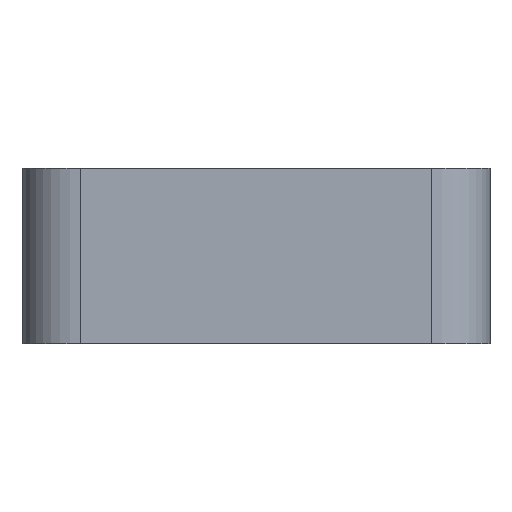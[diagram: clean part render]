
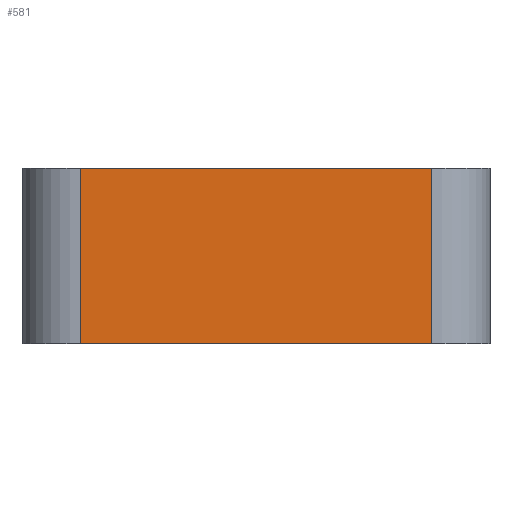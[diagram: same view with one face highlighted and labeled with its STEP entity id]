
A CAD part, front view. The second image highlights one B-rep face of the part: STEP entity #581.
In plain terms, the highlighted planar face has unit normal (0, -1, 0).
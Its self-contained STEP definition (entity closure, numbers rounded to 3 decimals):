
#23=PLANE('',#637);
#49=FACE_OUTER_BOUND('',#81,.T.);
#81=EDGE_LOOP('',(#453,#454,#455,#456));
#115=LINE('',#859,#183);
#136=LINE('',#914,#204);
#137=LINE('',#917,#205);
#138=LINE('',#918,#206);
#183=VECTOR('',#691,10.);
#204=VECTOR('',#736,10.);
#205=VECTOR('',#739,10.);
#206=VECTOR('',#740,10.);
#270=VERTEX_POINT('',#856);
#271=VERTEX_POINT('',#858);
#293=VERTEX_POINT('',#912);
#294=VERTEX_POINT('',#916);
#328=EDGE_CURVE('',#270,#271,#115,.T.);
#356=EDGE_CURVE('',#271,#293,#136,.T.);
#357=EDGE_CURVE('',#294,#270,#137,.T.);
#358=EDGE_CURVE('',#293,#294,#138,.T.);
#453=ORIENTED_EDGE('',*,*,#356,.F.);
#454=ORIENTED_EDGE('',*,*,#328,.F.);
#455=ORIENTED_EDGE('',*,*,#357,.F.);
#456=ORIENTED_EDGE('',*,*,#358,.F.);
#581=ADVANCED_FACE('',(#49),#23,.T.);
#637=AXIS2_PLACEMENT_3D('',#915,#737,#738);
#691=DIRECTION('',(-1.,0.,0.));
#736=DIRECTION('',(0.,0.,1.));
#737=DIRECTION('center_axis',(0.,-1.,0.));
#738=DIRECTION('ref_axis',(1.,0.,0.));
#739=DIRECTION('',(0.,0.,-1.));
#740=DIRECTION('',(1.,0.,0.));
#856=CARTESIAN_POINT('',(1.5,-7.15,0.));
#858=CARTESIAN_POINT('',(-1.5,-7.15,0.));
#859=CARTESIAN_POINT('',(2.,-7.15,0.));
#912=CARTESIAN_POINT('',(-1.5,-7.15,1.5));
#914=CARTESIAN_POINT('',(-1.5,-7.15,0.));
#915=CARTESIAN_POINT('Origin',(-2.,-7.15,0.));
#916=CARTESIAN_POINT('',(1.5,-7.15,1.5));
#917=CARTESIAN_POINT('',(1.5,-7.15,0.));
#918=CARTESIAN_POINT('',(2.,-7.15,1.5));
